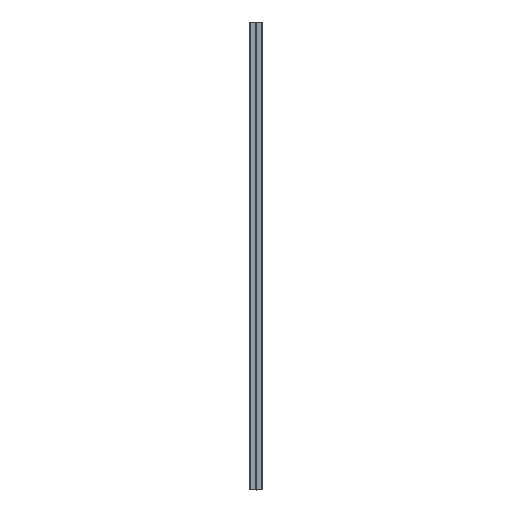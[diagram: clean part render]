
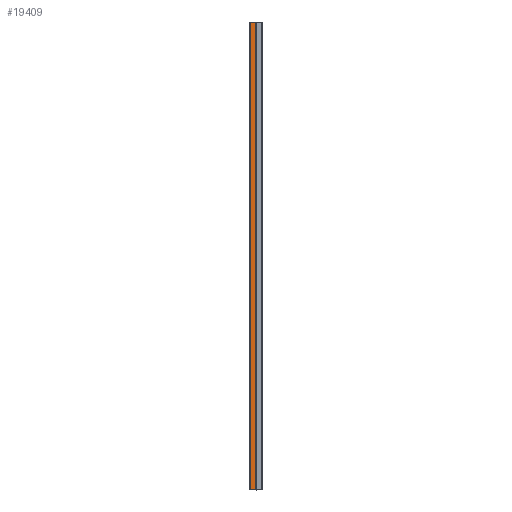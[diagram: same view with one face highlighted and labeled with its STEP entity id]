
A CAD part, left-side view. The second image highlights one B-rep face of the part: STEP entity #19409.
In plain terms, the highlighted planar face has unit normal (-1, 0, 0).
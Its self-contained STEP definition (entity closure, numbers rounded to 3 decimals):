
#319 = DIRECTION ( 'NONE',  ( 1., 0., 0. ) ) ;
#384 = AXIS2_PLACEMENT_3D ( 'NONE', #35504, #319, #14003 ) ;
#1197 = LINE ( 'NONE', #55748, #52947 ) ;
#5105 = EDGE_LOOP ( 'NONE', ( #7443, #6461, #23472, #13502 ) ) ;
#6461 = ORIENTED_EDGE ( 'NONE', *, *, #36881, .F. ) ;
#6467 = CARTESIAN_POINT ( 'NONE',  ( -20.5, 18.75, 0. ) ) ;
#7443 = ORIENTED_EDGE ( 'NONE', *, *, #24027, .T. ) ;
#8743 = DIRECTION ( 'NONE',  ( 0., 0., 1. ) ) ;
#9345 = CARTESIAN_POINT ( 'NONE',  ( -20.5, 18.75, -1500. ) ) ;
#10452 = EDGE_CURVE ( 'NONE', #24143, #46485, #42758, .T. ) ;
#10534 = DIRECTION ( 'NONE',  ( 0., 1., 0. ) ) ;
#13502 = ORIENTED_EDGE ( 'NONE', *, *, #10452, .T. ) ;
#14003 = DIRECTION ( 'NONE',  ( 0., 0., -1. ) ) ;
#17389 = VERTEX_POINT ( 'NONE', #6467 ) ;
#17869 = EDGE_CURVE ( 'NONE', #24143, #39732, #18239, .T. ) ;
#18239 = LINE ( 'NONE', #41579, #52480 ) ;
#19409 = ADVANCED_FACE ( 'NONE', ( #56456 ), #22594, .F. ) ;
#22594 = PLANE ( 'NONE',  #384 ) ;
#23472 = ORIENTED_EDGE ( 'NONE', *, *, #17869, .F. ) ;
#23473 = LINE ( 'NONE', #47908, #47232 ) ;
#24027 = EDGE_CURVE ( 'NONE', #46485, #17389, #23473, .T. ) ;
#24143 = VERTEX_POINT ( 'NONE', #44758 ) ;
#29008 = DIRECTION ( 'NONE',  ( 0., 0., 1. ) ) ;
#30549 = DIRECTION ( 'NONE',  ( 0., 1., 0. ) ) ;
#35504 = CARTESIAN_POINT ( 'NONE',  ( -20.5, 0., -750. ) ) ;
#36297 = CARTESIAN_POINT ( 'NONE',  ( -20.5, 2.25, 0. ) ) ;
#36881 = EDGE_CURVE ( 'NONE', #39732, #17389, #1197, .T. ) ;
#39587 = CARTESIAN_POINT ( 'NONE',  ( -20.5, 2.25, -750. ) ) ;
#39732 = VERTEX_POINT ( 'NONE', #9345 ) ;
#41579 = CARTESIAN_POINT ( 'NONE',  ( -20.5, 0., -1500. ) ) ;
#42758 = LINE ( 'NONE', #39587, #44146 ) ;
#44146 = VECTOR ( 'NONE', #8743, 1000. ) ;
#44758 = CARTESIAN_POINT ( 'NONE',  ( -20.5, 2.25, -1500. ) ) ;
#46485 = VERTEX_POINT ( 'NONE', #36297 ) ;
#47232 = VECTOR ( 'NONE', #30549, 1000. ) ;
#47908 = CARTESIAN_POINT ( 'NONE',  ( -20.5, 0., 0. ) ) ;
#52480 = VECTOR ( 'NONE', #10534, 1000. ) ;
#52947 = VECTOR ( 'NONE', #29008, 1000. ) ;
#55748 = CARTESIAN_POINT ( 'NONE',  ( -20.5, 18.75, -750. ) ) ;
#56456 = FACE_OUTER_BOUND ( 'NONE', #5105, .T. ) ;
